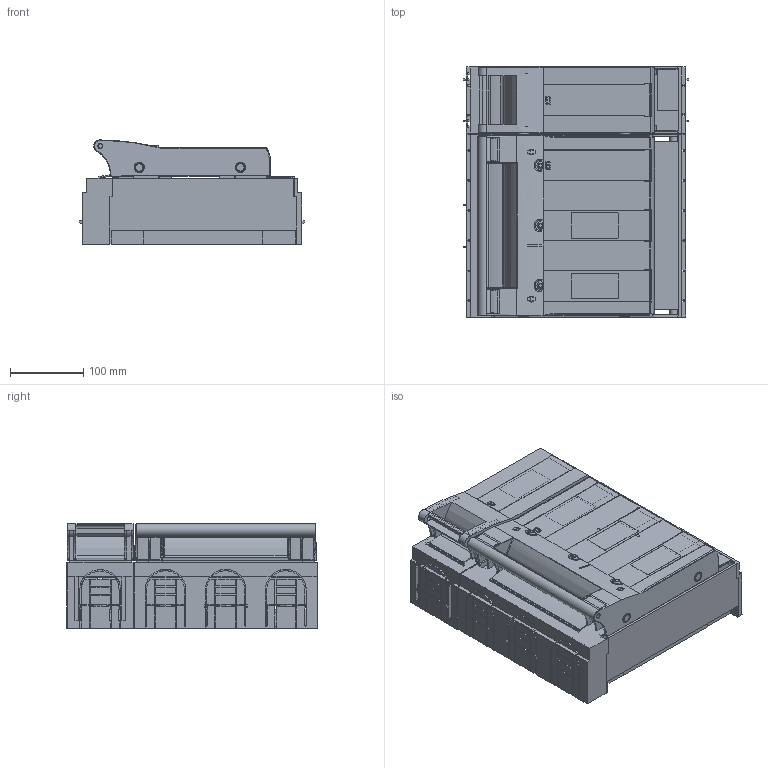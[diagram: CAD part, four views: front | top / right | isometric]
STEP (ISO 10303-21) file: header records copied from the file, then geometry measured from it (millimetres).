
FILE_DESCRIPTION((''),'2;1');
FILE_NAME('KETO-3-4_F_ASM','2021-03-29T',('marketing.praksa'),('Audax d.o.o.'),'CREO PARAMETRIC BY PTC INC, 2017480','CREO PARAMETRIC BY PTC INC, 2017480','');
FILE_SCHEMA(('AUTOMOTIVE_DESIGN { 1 0 10303 214 1 1 1 1 }'));
Products named in the file (74): 34205_L_FRONTPLATTE_GR3_1-POL_8; ETI_LOGO_1_1_1_1_1_1_1_2_3_4_14; ETI_LOGO_2_1_1_1_1_1_1_2_3_4_15; ETI_LOGO_3_1_1_1_1_1_1_2_3_4_15; 34208_L01_SCHEIBE_GR1_1_2_3_4_3; ASM0093_ASM; 34240_L_KETO-TRENNERGEHAEUSE__1; 34242_L_KETO_SCHUTZABDECKUNG__2; 34241_L_KETO-SCHUTZABDECKUNG__2; 158641_01_L_ANSCHLUSSLASCHE_G_2; 31916_VERBINDUNGSCLIP_1; 85915_ISOLIERH_X2_00FC_X0_LSE; 85916_RASTNIET_1; 68366_ZYLINDERSTIFT_ISO_8734__1; HAUPTKOERPER_NICHT_BENUTZ-68476; HAUPTKOERPER_NICHT_BENUTZ-68889; HAUPTKOERPER_NICHT_BENUTZ-69026; HAUPTKOERPER_NICHT_BENUTZ-69163; HAUPTKOERPER_NICHT_BENUTZ-69338; HAUPTKOERPER_NICHT_BENUTZ-69508; HAUPTKOERPER_NICHT_BENUTZ-69655; HAUPTKOERPER_NICHT_BENUTZ-69792; HAUPTKOERPER_NICHT_BENUTZ-70178; HAUPTKOERPER_NICHT_BENUTZ-70305; HAUPTKOERPER_NICHT_BENUTZ-70432; HAUPTKOERPER_NICHT_BENUTZ-70602; HAUPTKOERPER_NICHT_BENUTZ-70767; HAUPTKOERPER_NICHT_BENUTZ-70894; HAUPTKOERPER_NICHT_BENUTZ-71021; HAUPTKOERPER_NICHT_BENUTZ-71407; HAUPTKOERPER_NICHT_BENUTZ-71534; HAUPTKOERPER_NICHT_BENUTZ-71661; HAUPTKOERPER_NICHT_BENUTZ-71831; HAUPTKOERPER_NICHT_BENUTZEN_2_1; HAUPTKOERPER_NICHT_BENUTZEN_2_2; HAUPTKOERPER_NICHT_BENUTZEN_2_3; 34246_L_SCHUTZABDECKUNG_OBEN__1_ASM; HAUPTKOERPER_NICHT_BENUTZ-78158; HAUPTKOERPER_NICHT_BENUTZ-85598; HAUPTKOERPER_NICHT_BENUTZ-85968 ...
Assembly tree (111 placements, depth 5):
  KETO-3-4_F_ASM
    T300114000_L_NH-SICHERUNGSLASTT_ASM
      ASM0093_ASM
        34205_L_FRONTPLATTE_GR3_1-POL_8
        ETI_LOGO_1_1_1_1_1_1_1_2_3_4_14
        ETI_LOGO_2_1_1_1_1_1_1_2_3_4_15
        ETI_LOGO_3_1_1_1_1_1_1_2_3_4_15
        34208_L01_SCHEIBE_GR1_1_2_3_4_3
      34240_L_KETO-TRENNERGEHAEUSE__1
      34242_L_KETO_SCHUTZABDECKUNG__2
      34241_L_KETO-SCHUTZABDECKUNG__2
      158641_01_L_ANSCHLUSSLASCHE_G_2  x2
      31916_VERBINDUNGSCLIP_1  x2
      85915_ISOLIERH_X2_00FC_X0_LSE  x2
      85916_RASTNIET_1  x4
      68366_ZYLINDERSTIFT_ISO_8734__1  x2
      T0603_01_L_KETO-3-3_AUFBAU_ASM
        34246_L_SCHUTZABDECKUNG_OBEN__1_ASM
          HAUPTKOERPER_NICHT_BENUTZ-68476
          HAUPTKOERPER_NICHT_BENUTZ-68889
          HAUPTKOERPER_NICHT_BENUTZ-69026
          HAUPTKOERPER_NICHT_BENUTZ-69163
          HAUPTKOERPER_NICHT_BENUTZ-69338
          HAUPTKOERPER_NICHT_BENUTZ-69508
          HAUPTKOERPER_NICHT_BENUTZ-69655
          HAUPTKOERPER_NICHT_BENUTZ-69792
          HAUPTKOERPER_NICHT_BENUTZ-70178
          HAUPTKOERPER_NICHT_BENUTZ-70305
          HAUPTKOERPER_NICHT_BENUTZ-70432
          HAUPTKOERPER_NICHT_BENUTZ-70602
          HAUPTKOERPER_NICHT_BENUTZ-70767
          HAUPTKOERPER_NICHT_BENUTZ-70894
          HAUPTKOERPER_NICHT_BENUTZ-71021
          HAUPTKOERPER_NICHT_BENUTZ-71407
          HAUPTKOERPER_NICHT_BENUTZ-71534
          HAUPTKOERPER_NICHT_BENUTZ-71661
          HAUPTKOERPER_NICHT_BENUTZ-71831
          HAUPTKOERPER_NICHT_BENUTZEN_2_1
          HAUPTKOERPER_NICHT_BENUTZEN_2_2
          HAUPTKOERPER_NICHT_BENUTZEN_2_3
        34247_L_SCHUTZABDECKUNG_UNTEN_1_ASM
          HAUPTKOERPER_NICHT_BENUTZ-78158
          HAUPTKOERPER_NICHT_BENUTZ-85598
          HAUPTKOERPER_NICHT_BENUTZ-85968
          HAUPTKOERPER_NICHT_BENUTZ-86110
          HAUPTKOERPER_NICHT_BENUTZ-86501
          HAUPTKOERPER_NICHT_BENUTZ-86760
          HAUPTKOERPER_NICHT_BENUTZ-87055
          HAUPTKOERPER_NICHT_BENUTZ-88022
          HAUPTKOERPER_NICHT_BENUTZ-88377
          HAUPTKOERPER_NICHT_BENUTZ-88514
          HAUPTKOERPER_NICHT_BENUTZ-88885
          HAUPTKOERPER_NICHT_BENUTZ-89134
          HAUPTKOERPER_NICHT_BENUTZ-89429
          HAUPTKOERPER_NICHT_BENUTZ-90371
          HAUPTKOERPER_NICHT_BENUTZ-90726
          HAUPTKOERPER_NICHT_BENUTZ-90863
          HAUPTKOERPER_NICHT_BENUTZ-91234
          HAUPTKOERPER_NICHT_BENUTZ-91483
          HAUPTKOERPER_NICHT_BENUTZ-91778
Bounding box: 306.73 x 341.25 x 142.46 mm (x, y, z)
Volume: 4261716.8 mm3; surface area: 1400659.3 mm2
Topology: 105 solids, 112 shells, 4436 faces, 12588 edges, 8335 vertices
Faces by surface type: plane 3130, cylinder 771, cone 315, torus 110, bspline 62, sphere 38, extrusion 8, revolution 2
Entity records: 164857 total; most frequent: CARTESIAN_POINT 26829, ORIENTED_EDGE 18380, DIRECTION 16183, PRESENTATION_STYLE_ASSIGNMENT 12430, STYLED_ITEM 12430, CURVE_STYLE 9200, EDGE_CURVE 9190, VECTOR 6759
